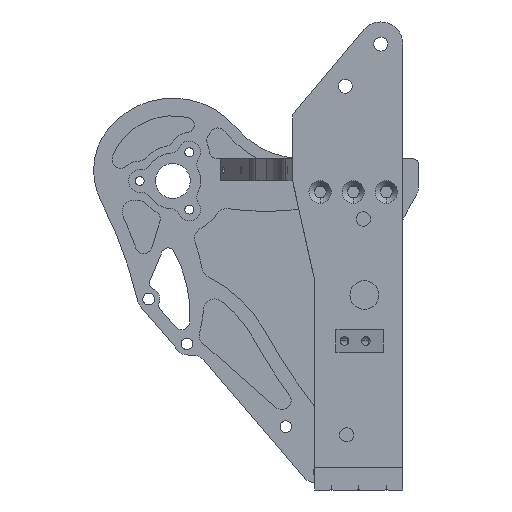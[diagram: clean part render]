
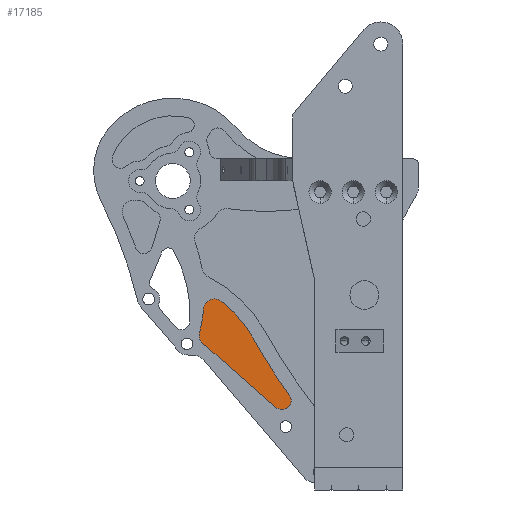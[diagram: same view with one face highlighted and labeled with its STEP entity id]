
A CAD part, left-side view. The second image highlights one B-rep face of the part: STEP entity #17185.
In plain terms, the highlighted planar face has unit normal (-1, 0, 0).
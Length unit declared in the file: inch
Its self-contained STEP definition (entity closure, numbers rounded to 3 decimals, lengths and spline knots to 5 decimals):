
#33 = CARTESIAN_POINT ( 'NONE',  ( -1.51821, 2.99194, 3.07821 ) ) ;
#913 = AXIS2_PLACEMENT_3D ( 'NONE', #16232, #4942, #2017 ) ;
#1630 = CARTESIAN_POINT ( 'NONE',  ( -1.51821, 14.46394, 0.73476 ) ) ;
#2017 = DIRECTION ( 'NONE',  ( 0., 0., -1. ) ) ;
#2782 = EDGE_CURVE ( 'NONE', #31661, #30185, #35682, .T. ) ;
#3461 = DIRECTION ( 'NONE',  ( 0., 0., -1. ) ) ;
#3941 = DIRECTION ( 'NONE',  ( 1., 0., 0. ) ) ;
#4550 = PLANE ( 'NONE',  #5357 ) ;
#4578 = VERTEX_POINT ( 'NONE', #32739 ) ;
#4686 = CARTESIAN_POINT ( 'NONE',  ( -1.51821, 2.84055, 3.02716 ) ) ;
#4871 = EDGE_CURVE ( 'NONE', #30185, #25664, #13615, .T. ) ;
#4942 = DIRECTION ( 'NONE',  ( 1., 0., 0. ) ) ;
#5148 = AXIS2_PLACEMENT_3D ( 'NONE', #6869, #3941, #23133 ) ;
#5285 = DIRECTION ( 'NONE',  ( 1., 0., 0. ) ) ;
#5357 = AXIS2_PLACEMENT_3D ( 'NONE', #1630, #21356, #9815 ) ;
#5511 = AXIS2_PLACEMENT_3D ( 'NONE', #24483, #11060, #32870 ) ;
#5543 = DIRECTION ( 'NONE',  ( -1., 0., 0. ) ) ;
#6084 = VECTOR ( 'NONE', #15241, 39.37008 ) ;
#6782 = EDGE_CURVE ( 'NONE', #25664, #12825, #13642, .T. ) ;
#6869 = CARTESIAN_POINT ( 'NONE',  ( -1.51821, 3.0894, 2.25951 ) ) ;
#7040 = EDGE_CURVE ( 'NONE', #4578, #9821, #33009, .T. ) ;
#7889 = CARTESIAN_POINT ( 'NONE',  ( -1.51821, 3.25504, 2.07226 ) ) ;
#8980 = CIRCLE ( 'NONE', #5511, 0.25 ) ;
#9036 = LINE ( 'NONE', #18002, #6084 ) ;
#9614 = ORIENTED_EDGE ( 'NONE', *, *, #14035, .F. ) ;
#9815 = DIRECTION ( 'NONE',  ( 0., 0., -1. ) ) ;
#9821 = VERTEX_POINT ( 'NONE', #25757 ) ;
#9995 = FACE_OUTER_BOUND ( 'NONE', #27201, .T. ) ;
#10186 = CARTESIAN_POINT ( 'NONE',  ( -1.51821, 1.63796, 0.64179 ) ) ;
#10277 = CIRCLE ( 'NONE', #5148, 0.25 ) ;
#11060 = DIRECTION ( 'NONE',  ( 1., 0., 0. ) ) ;
#11131 = CARTESIAN_POINT ( 'NONE',  ( -1.51821, 1.29216, 0.88204 ) ) ;
#11146 = DIRECTION ( 'NONE',  ( 0., 0., -1. ) ) ;
#11188 = CARTESIAN_POINT ( 'NONE',  ( -1.51821, 1.47231, 0.82904 ) ) ;
#11416 = EDGE_CURVE ( 'NONE', #4578, #15316, #23090, .T. ) ;
#11729 = DIRECTION ( 'NONE',  ( 0., 0., -1. ) ) ;
#12153 = AXIS2_PLACEMENT_3D ( 'NONE', #26858, #35269, #26666 ) ;
#12825 = VERTEX_POINT ( 'NONE', #16187 ) ;
#13053 = EDGE_CURVE ( 'NONE', #18119, #9821, #10277, .T. ) ;
#13440 = ORIENTED_EDGE ( 'NONE', *, *, #33716, .F. ) ;
#13467 = CARTESIAN_POINT ( 'NONE',  ( -1.51821, -9.98697, 8.90441 ) ) ;
#13481 = DIRECTION ( 'NONE',  ( -1., 0., 0. ) ) ;
#13615 = CIRCLE ( 'NONE', #21823, 0.19 ) ;
#13642 = CIRCLE ( 'NONE', #25399, 13.84114 ) ;
#13879 = AXIS2_PLACEMENT_3D ( 'NONE', #11188, #28448, #11729 ) ;
#14035 = EDGE_CURVE ( 'NONE', #31661, #22247, #26815, .T. ) ;
#15214 = ORIENTED_EDGE ( 'NONE', *, *, #27703, .T. ) ;
#15241 = DIRECTION ( 'NONE',  ( 0., -0.749, -0.663 ) ) ;
#15316 = VERTEX_POINT ( 'NONE', #33 ) ;
#16187 = CARTESIAN_POINT ( 'NONE',  ( -1.51821, 2.11723, 2.19132 ) ) ;
#16232 = CARTESIAN_POINT ( 'NONE',  ( -1.51821, 2.99194, 2.82821 ) ) ;
#17122 = ORIENTED_EDGE ( 'NONE', *, *, #7040, .T. ) ;
#17185 = ADVANCED_FACE ( 'NONE', ( #9995 ), #4550, .T. ) ;
#17324 = CARTESIAN_POINT ( 'NONE',  ( -1.51821, 1.37639, 0.18616 ) ) ;
#18002 = CARTESIAN_POINT ( 'NONE',  ( -1.51821, 3.37176, 2.1755 ) ) ;
#18109 = DIRECTION ( 'NONE',  ( 1., 0., 0. ) ) ;
#18119 = VERTEX_POINT ( 'NONE', #7889 ) ;
#18459 = CARTESIAN_POINT ( 'NONE',  ( -1.51821, 1.43542, 0.58178 ) ) ;
#18825 = DIRECTION ( 'NONE',  ( 0., 0., -1. ) ) ;
#20146 = ORIENTED_EDGE ( 'NONE', *, *, #2782, .T. ) ;
#21055 = DIRECTION ( 'NONE',  ( 0., 0., -1. ) ) ;
#21356 = DIRECTION ( 'NONE',  ( -1., 0., 0. ) ) ;
#21823 = AXIS2_PLACEMENT_3D ( 'NONE', #27682, #5543, #11146 ) ;
#22247 = VERTEX_POINT ( 'NONE', #32165 ) ;
#23090 = CIRCLE ( 'NONE', #913, 0.25 ) ;
#23133 = DIRECTION ( 'NONE',  ( 0., 0., -1. ) ) ;
#23617 = CARTESIAN_POINT ( 'NONE',  ( -1.51821, 1.42425, 0.58328 ) ) ;
#24170 = CARTESIAN_POINT ( 'NONE',  ( -1.51821, 4.46904, 0.88699 ) ) ;
#24483 = CARTESIAN_POINT ( 'NONE',  ( -1.51821, 1.47231, 0.82904 ) ) ;
#24756 = ORIENTED_EDGE ( 'NONE', *, *, #13053, .F. ) ;
#25399 = AXIS2_PLACEMENT_3D ( 'NONE', #13467, #5285, #35649 ) ;
#25482 = CIRCLE ( 'NONE', #30136, 2.68929 ) ;
#25656 = CIRCLE ( 'NONE', #12153, 0.25 ) ;
#25664 = VERTEX_POINT ( 'NONE', #11131 ) ;
#25757 = CARTESIAN_POINT ( 'NONE',  ( -1.51821, 3.33181, 2.32063 ) ) ;
#26353 = AXIS2_PLACEMENT_3D ( 'NONE', #17324, #28526, #3461 ) ;
#26468 = VERTEX_POINT ( 'NONE', #10186 ) ;
#26492 = EDGE_CURVE ( 'NONE', #22247, #26468, #8980, .T. ) ;
#26666 = DIRECTION ( 'NONE',  ( 0., 0., -1. ) ) ;
#26815 = CIRCLE ( 'NONE', #13879, 0.25 ) ;
#26858 = CARTESIAN_POINT ( 'NONE',  ( -1.51821, 2.99194, 2.82821 ) ) ;
#27148 = ORIENTED_EDGE ( 'NONE', *, *, #4871, .T. ) ;
#27201 = EDGE_LOOP ( 'NONE', ( #17122, #24756, #15214, #29652, #9614, #20146, #27148, #28041, #31165, #13440, #35828 ) ) ;
#27682 = CARTESIAN_POINT ( 'NONE',  ( -1.51821, 1.44699, 0.77192 ) ) ;
#27703 = EDGE_CURVE ( 'NONE', #18119, #26468, #9036, .T. ) ;
#27911 = VERTEX_POINT ( 'NONE', #4686 ) ;
#28041 = ORIENTED_EDGE ( 'NONE', *, *, #6782, .T. ) ;
#28448 = DIRECTION ( 'NONE',  ( 1., 0., 0. ) ) ;
#28526 = DIRECTION ( 'NONE',  ( 1., 0., 0. ) ) ;
#28780 = EDGE_CURVE ( 'NONE', #12825, #27911, #25482, .T. ) ;
#29652 = ORIENTED_EDGE ( 'NONE', *, *, #26492, .F. ) ;
#30086 = AXIS2_PLACEMENT_3D ( 'NONE', #34787, #18109, #21055 ) ;
#30136 = AXIS2_PLACEMENT_3D ( 'NONE', #24170, #13481, #18825 ) ;
#30185 = VERTEX_POINT ( 'NONE', #23617 ) ;
#31165 = ORIENTED_EDGE ( 'NONE', *, *, #28780, .T. ) ;
#31661 = VERTEX_POINT ( 'NONE', #18459 ) ;
#32165 = CARTESIAN_POINT ( 'NONE',  ( -1.51821, 1.47231, 0.57904 ) ) ;
#32739 = CARTESIAN_POINT ( 'NONE',  ( -1.51821, 3.24087, 2.85129 ) ) ;
#32870 = DIRECTION ( 'NONE',  ( 0., 0., -1. ) ) ;
#33009 = CIRCLE ( 'NONE', #30086, 3.48755 ) ;
#33716 = EDGE_CURVE ( 'NONE', #15316, #27911, #25656, .T. ) ;
#34787 = CARTESIAN_POINT ( 'NONE',  ( -1.51821, 6.71351, 3.17332 ) ) ;
#35269 = DIRECTION ( 'NONE',  ( 1., 0., 0. ) ) ;
#35649 = DIRECTION ( 'NONE',  ( 0., 0., 1. ) ) ;
#35682 = CIRCLE ( 'NONE', #26353, 0.4 ) ;
#35828 = ORIENTED_EDGE ( 'NONE', *, *, #11416, .F. ) ;
